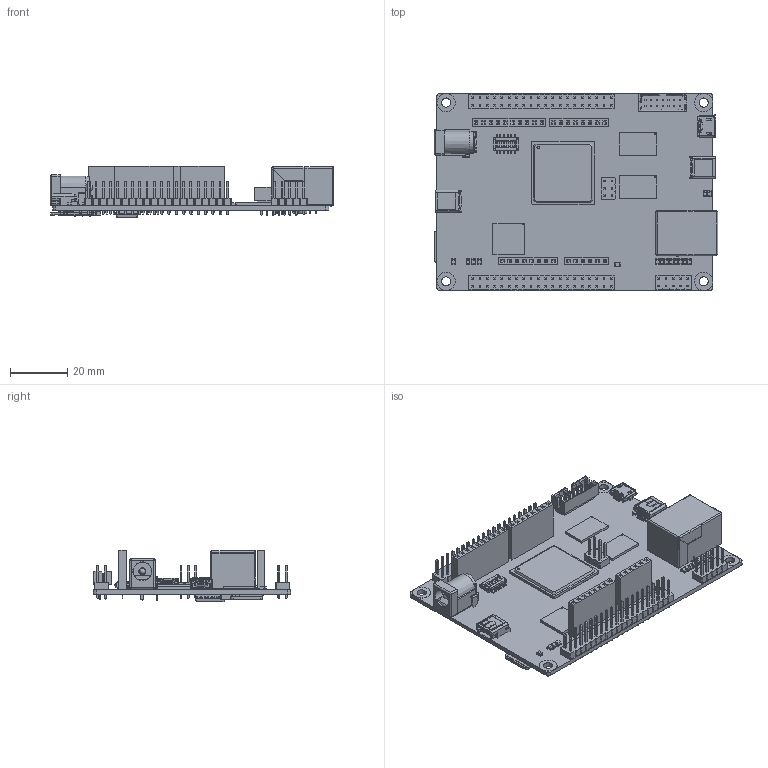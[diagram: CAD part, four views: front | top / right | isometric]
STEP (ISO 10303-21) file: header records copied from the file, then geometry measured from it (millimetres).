
FILE_DESCRIPTION(('HOOPS Exchange Step'),'2;1');
FILE_NAME('temp_export','2023-01-30T12:40:00+01:00',('mobile'),('Shapr3D Limited'),'HOOPS Exchange 2022.2','Shapr3D','Authorized');
FILE_SCHEMA( ('AUTOMOTIVE_DESIGN { 1 0 10303 214 1 1 1 1 }') );
Length unit declared in the file: millimetre
Products named in the file (35): Micro USB-B Female 5Pin SMD.STEP; BGA-100_11.0x11.0mm_Layout10x10_P1.0mm_Ball0.5mm_Pad0.4mm_NSMD.step; BGA-100_9.0x9.0mm_Layout10x10_P0.8mm.step; BGA-90_8.0x13.0mm_Layout2x3x15_P0.8mm.step; BGA-96_9.0x13.0mm_Layout2x3x16_P0.8mm.step; BGA-484_23.0x23.0mm_Layout22x22_P1.0mm.step; SOIC-16W_7.5x10.3mm_P1.27mm.step; SOIC-16W_5.3x10.2mm_P1.27mm.step; SOIC-16_3.9x9.9mm_P1.27mm.step; P1:1; P1 (1):1; sd:1; sd (1):1; slot:1; slot (1):1; micro sd:1; micro sd v1:1; MICRO SD CARD SOCKET.step; Lineare Muster 01; LED_0805_2012Metric.step; 878311411.stp; PinSocket_1x10_P2.54mm_Vertical.step; PinSocket_1x06_P2.54mm_Vertical.step; PinSocket_1x08_P2.54mm_Vertical.step (1); PinSocket_1x08_P2.54mm_Vertical.step; CONN_USB_MINI_B_TH.STEP (1); CONN_USB_MINI_B_TH.STEP; DC Power Jack 5.5mm x 2.1mm.STEP; PinHeader_2x03_P2.54mm_Vertical.step; PinHeader_2x05_P2.54mm_Vertical.step; PinHeader_2x20_P2.54mm_Vertical.step (1); PinHeader_2x20_P2.54mm_Vertical.step; SW_DIP_SPSTx06_Slide_Omron_A6H-6101_W6.15mm_P1.27mm.step; RJ45; root
Assembly tree (34 placements, depth 6):
  root
    Micro USB-B Female 5Pin SMD.STEP
    BGA-100_11.0x11.0mm_Layout10x10_P1.0mm_Ball0.5mm_Pad0.4mm_NSMD.step
    BGA-100_9.0x9.0mm_Layout10x10_P0.8mm.step
    BGA-90_8.0x13.0mm_Layout2x3x15_P0.8mm.step
    BGA-96_9.0x13.0mm_Layout2x3x16_P0.8mm.step
    BGA-484_23.0x23.0mm_Layout22x22_P1.0mm.step
    SOIC-16W_7.5x10.3mm_P1.27mm.step
    SOIC-16W_5.3x10.2mm_P1.27mm.step
    SOIC-16_3.9x9.9mm_P1.27mm.step
    MICRO SD CARD SOCKET.step
      micro sd v1:1
        micro sd:1
          P1 (1):1
            P1:1
          sd (1):1
            sd:1
          slot (1):1
            slot:1
    Lineare Muster 01
    LED_0805_2012Metric.step
    878311411.stp
    PinSocket_1x10_P2.54mm_Vertical.step
    PinSocket_1x06_P2.54mm_Vertical.step
    PinSocket_1x08_P2.54mm_Vertical.step (1)
    PinSocket_1x08_P2.54mm_Vertical.step
    CONN_USB_MINI_B_TH.STEP (1)
    CONN_USB_MINI_B_TH.STEP
    DC Power Jack 5.5mm x 2.1mm.STEP
    PinHeader_2x03_P2.54mm_Vertical.step
    PinHeader_2x05_P2.54mm_Vertical.step
    PinHeader_2x20_P2.54mm_Vertical.step (1)
    PinHeader_2x20_P2.54mm_Vertical.step
    SW_DIP_SPSTx06_Slide_Omron_A6H-6101_W6.15mm_P1.27mm.step
    RJ45
Bounding box: 98.67 x 68.59 x 18 mm (x, y, z)
Volume: 19131.3 mm3; surface area: 37352.3 mm2
Topology: 96 solids, 96 shells, 7990 faces, 21137 edges, 13681 vertices
Faces by surface type: plane 6675, cylinder 1006, sphere 209, bspline 53, torus 24, cone 23
Full cylindrical faces by diameter (mm): 0.4 x3, 0.6 x1, 0.8 x3, 1.2 x142, 1.22 x1, 1.25 x2, 2 x2, 2.5 x2, 3 x2, 3.2 x4, 6.35 x4, 6.45 x1
Entity records: 247847 total; most frequent: CARTESIAN_POINT 45772, ORIENTED_EDGE 41870, DIRECTION 39253, EDGE_CURVE 20935, VECTOR 18123, LINE 18123, VERTEX_POINT 13681, AXIS2_PLACEMENT_3D 10565
